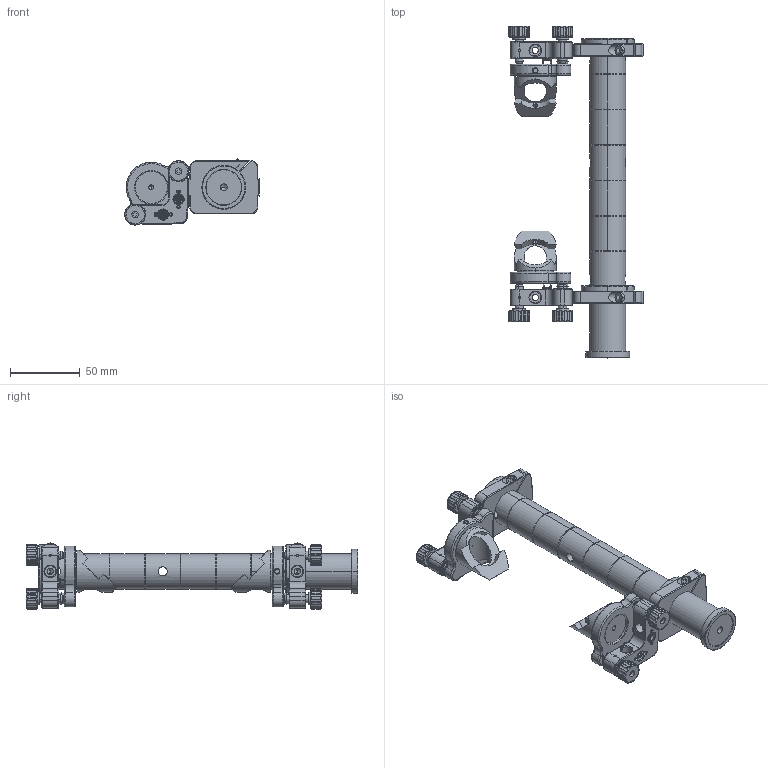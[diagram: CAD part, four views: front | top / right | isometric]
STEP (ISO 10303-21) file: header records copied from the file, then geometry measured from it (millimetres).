
FILE_DESCRIPTION (( 'STEP AP203' ), '1' );
FILE_NAME ('07BSD-4.STEP', '2017-03-29T07:44:49', ( '' ), ( '' ), 'SwSTEP 2.0', 'SolidWorks 2016', '' );
FILE_SCHEMA (( 'CONFIG_CONTROL_DESIGN' ));
Products named in the file (1): 07BSD-4
Bounding box: 96.3 x 237.53 x 47.3 mm (x, y, z)
Volume: 204737.2 mm3; surface area: 76939.1 mm2
Topology: 55 solids, 55 shells, 1629 faces, 3948 edges, 2422 vertices
Faces by surface type: cylinder 760, plane 373, torus 332, cone 136, sphere 16, bspline 12
Entity records: 58596 total; most frequent: CARTESIAN_POINT 20473, DIRECTION 8402, ORIENTED_EDGE 7732, EDGE_CURVE 3866, AXIS2_PLACEMENT_3D 3452, VERTEX_POINT 2400, CIRCLE 1834, EDGE_LOOP 1764
